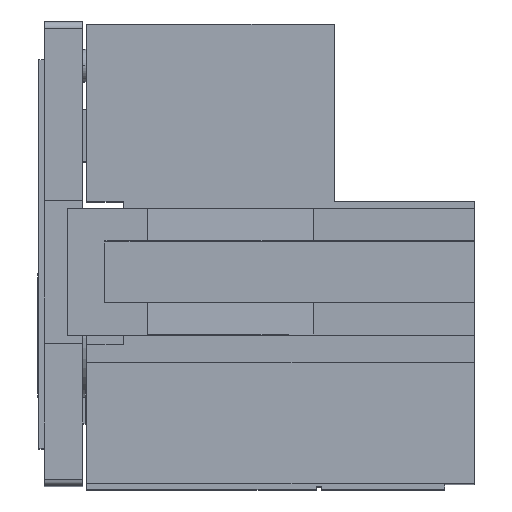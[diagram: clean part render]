
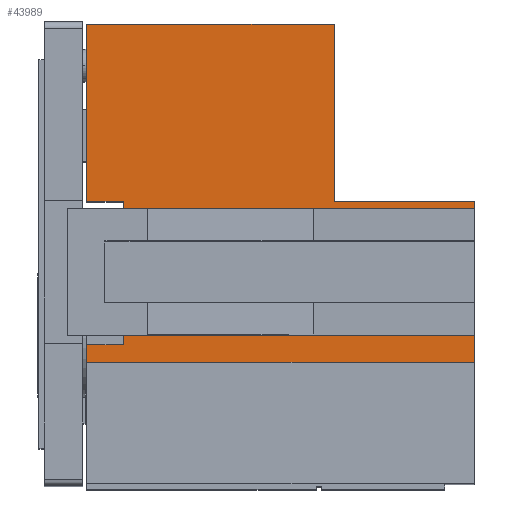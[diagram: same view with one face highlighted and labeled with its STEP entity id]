
A CAD part, top view. The second image highlights one B-rep face of the part: STEP entity #43989.
In plain terms, the highlighted planar face has unit normal (0, 0, 1).
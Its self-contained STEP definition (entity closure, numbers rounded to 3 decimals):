
#1560 = LINE ( 'NONE', #49673, #54009 ) ;
#1746 = CARTESIAN_POINT ( 'NONE',  ( 0., 21.8, 31.325 ) ) ;
#2909 = LINE ( 'NONE', #38973, #57321 ) ;
#3074 = LINE ( 'NONE', #44209, #34295 ) ;
#3249 = VECTOR ( 'NONE', #38492, 1000. ) ;
#4010 = CARTESIAN_POINT ( 'NONE',  ( 18.4, 13.05, 31.325 ) ) ;
#4070 = VECTOR ( 'NONE', #46384, 1000. ) ;
#4822 = CARTESIAN_POINT ( 'NONE',  ( 18.4, 13.4, 31.325 ) ) ;
#5333 = CARTESIAN_POINT ( 'NONE',  ( 15.07, 7.05, 31.325 ) ) ;
#5918 = EDGE_CURVE ( 'NONE', #75511, #15920, #3074, .T. ) ;
#7299 = VECTOR ( 'NONE', #46818, 1000. ) ;
#8197 = VERTEX_POINT ( 'NONE', #33694 ) ;
#8902 = DIRECTION ( 'NONE',  ( -1., 0., 0. ) ) ;
#9477 = VERTEX_POINT ( 'NONE', #40827 ) ;
#9484 = EDGE_CURVE ( 'NONE', #65217, #15920, #33859, .T. ) ;
#9617 = CARTESIAN_POINT ( 'NONE',  ( 15.07, 7.05, 31.325 ) ) ;
#10176 = LINE ( 'NONE', #33826, #3249 ) ;
#10744 = ORIENTED_EDGE ( 'NONE', *, *, #5918, .T. ) ;
#11154 = VERTEX_POINT ( 'NONE', #29023 ) ;
#12040 = EDGE_CURVE ( 'NONE', #8197, #43842, #45294, .T. ) ;
#12676 = CARTESIAN_POINT ( 'NONE',  ( 18.4, 21.8, 31.325 ) ) ;
#14442 = CARTESIAN_POINT ( 'NONE',  ( 0., 13.4, 31.325 ) ) ;
#14726 = CARTESIAN_POINT ( 'NONE',  ( 1.75, 13.4, 31.325 ) ) ;
#15378 = VECTOR ( 'NONE', #52658, 1000. ) ;
#15920 = VERTEX_POINT ( 'NONE', #4822 ) ;
#16218 = VECTOR ( 'NONE', #33256, 1000. ) ;
#16492 = EDGE_CURVE ( 'NONE', #46647, #43842, #69744, .T. ) ;
#17577 = DIRECTION ( 'NONE',  ( 1., 0., 0. ) ) ;
#17765 = VECTOR ( 'NONE', #48632, 1000. ) ;
#17922 = VECTOR ( 'NONE', #33478, 1000. ) ;
#19451 = CARTESIAN_POINT ( 'NONE',  ( 18.4, 13.05, 31.325 ) ) ;
#19897 = CARTESIAN_POINT ( 'NONE',  ( 1.75, 13.4, 31.325 ) ) ;
#20158 = PLANE ( 'NONE',  #58466 ) ;
#20187 = DIRECTION ( 'NONE',  ( 1., 0., 0. ) ) ;
#20534 = EDGE_LOOP ( 'NONE', ( #34903, #67923, #72475, #59508, #28870, #27686, #53541, #55476, #24095, #69753, #10744, #38694, #24217, #28628 ) ) ;
#20834 = VERTEX_POINT ( 'NONE', #14726 ) ;
#21729 = EDGE_CURVE ( 'NONE', #40086, #46647, #1560, .T. ) ;
#22720 = CARTESIAN_POINT ( 'NONE',  ( 11.75, 13.4, 31.325 ) ) ;
#24095 = ORIENTED_EDGE ( 'NONE', *, *, #32914, .T. ) ;
#24217 = ORIENTED_EDGE ( 'NONE', *, *, #57825, .F. ) ;
#24234 = VECTOR ( 'NONE', #43084, 1000. ) ;
#26030 = EDGE_CURVE ( 'NONE', #9477, #20834, #61312, .T. ) ;
#27304 = CARTESIAN_POINT ( 'NONE',  ( 18.4, 7.05, 31.325 ) ) ;
#27602 = EDGE_CURVE ( 'NONE', #9477, #11154, #2909, .T. ) ;
#27686 = ORIENTED_EDGE ( 'NONE', *, *, #21729, .T. ) ;
#28628 = ORIENTED_EDGE ( 'NONE', *, *, #61557, .F. ) ;
#28870 = ORIENTED_EDGE ( 'NONE', *, *, #53297, .F. ) ;
#29023 = CARTESIAN_POINT ( 'NONE',  ( 0., 6.6, 31.325 ) ) ;
#30091 = VECTOR ( 'NONE', #67721, 1000. ) ;
#30970 = CARTESIAN_POINT ( 'NONE',  ( 11.75, 21.8, 31.325 ) ) ;
#31983 = CARTESIAN_POINT ( 'NONE',  ( 0., 5.75, 31.325 ) ) ;
#32446 = CARTESIAN_POINT ( 'NONE',  ( 0., 21.8, 31.325 ) ) ;
#32914 = EDGE_CURVE ( 'NONE', #8197, #45444, #53429, .T. ) ;
#33256 = DIRECTION ( 'NONE',  ( 1., 0., 0. ) ) ;
#33478 = DIRECTION ( 'NONE',  ( 1., 0., 0. ) ) ;
#33694 = CARTESIAN_POINT ( 'NONE',  ( 15.07, 7.05, 31.325 ) ) ;
#33826 = CARTESIAN_POINT ( 'NONE',  ( 0., 21.8, 31.325 ) ) ;
#33859 = LINE ( 'NONE', #57543, #74028 ) ;
#34295 = VECTOR ( 'NONE', #43827, 1000. ) ;
#34903 = ORIENTED_EDGE ( 'NONE', *, *, #45633, .F. ) ;
#36498 = VECTOR ( 'NONE', #45622, 1000. ) ;
#38492 = DIRECTION ( 'NONE',  ( 1., 0., 0. ) ) ;
#38694 = ORIENTED_EDGE ( 'NONE', *, *, #9484, .F. ) ;
#38973 = CARTESIAN_POINT ( 'NONE',  ( 1.75, 6.6, 31.325 ) ) ;
#40086 = VERTEX_POINT ( 'NONE', #31983 ) ;
#40448 = LINE ( 'NONE', #4010, #17922 ) ;
#40827 = CARTESIAN_POINT ( 'NONE',  ( 1.75, 6.6, 31.325 ) ) ;
#43084 = DIRECTION ( 'NONE',  ( 0., 1., 0. ) ) ;
#43818 = DIRECTION ( 'NONE',  ( 0., 0., -1. ) ) ;
#43827 = DIRECTION ( 'NONE',  ( 0., 1., 0. ) ) ;
#43842 = VERTEX_POINT ( 'NONE', #27304 ) ;
#43989 = ADVANCED_FACE ( 'NONE', ( #72958 ), #20158, .F. ) ;
#44209 = CARTESIAN_POINT ( 'NONE',  ( 18.4, 13.05, 31.325 ) ) ;
#45294 = LINE ( 'NONE', #9617, #16218 ) ;
#45444 = VERTEX_POINT ( 'NONE', #70120 ) ;
#45622 = DIRECTION ( 'NONE',  ( 0., 1., 0. ) ) ;
#45633 = EDGE_CURVE ( 'NONE', #70425, #71889, #73918, .T. ) ;
#46095 = EDGE_CURVE ( 'NONE', #20834, #70425, #54851, .T. ) ;
#46384 = DIRECTION ( 'NONE',  ( 0., -1., 0. ) ) ;
#46647 = VERTEX_POINT ( 'NONE', #71840 ) ;
#46818 = DIRECTION ( 'NONE',  ( 0., 1., 0. ) ) ;
#48517 = CARTESIAN_POINT ( 'NONE',  ( 1.75, 13.4, 31.325 ) ) ;
#48632 = DIRECTION ( 'NONE',  ( -1., 0., 0. ) ) ;
#49673 = CARTESIAN_POINT ( 'NONE',  ( 0., 5.75, 31.325 ) ) ;
#50689 = LINE ( 'NONE', #22720, #4070 ) ;
#51063 = EDGE_CURVE ( 'NONE', #45444, #75511, #40448, .T. ) ;
#52394 = CARTESIAN_POINT ( 'NONE',  ( 11.75, 13.4, 31.325 ) ) ;
#52658 = DIRECTION ( 'NONE',  ( 0., 1., 0. ) ) ;
#53297 = EDGE_CURVE ( 'NONE', #40086, #11154, #55755, .T. ) ;
#53429 = LINE ( 'NONE', #5333, #15378 ) ;
#53541 = ORIENTED_EDGE ( 'NONE', *, *, #16492, .T. ) ;
#54009 = VECTOR ( 'NONE', #20187, 1000. ) ;
#54851 = LINE ( 'NONE', #19897, #17765 ) ;
#55476 = ORIENTED_EDGE ( 'NONE', *, *, #12040, .F. ) ;
#55755 = LINE ( 'NONE', #32446, #36498 ) ;
#56630 = CARTESIAN_POINT ( 'NONE',  ( 0., 21.8, 31.325 ) ) ;
#57321 = VECTOR ( 'NONE', #62285, 1000. ) ;
#57543 = CARTESIAN_POINT ( 'NONE',  ( 18.4, 13.4, 31.325 ) ) ;
#57825 = EDGE_CURVE ( 'NONE', #74497, #65217, #50689, .T. ) ;
#58466 = AXIS2_PLACEMENT_3D ( 'NONE', #56630, #43818, #8902 ) ;
#59508 = ORIENTED_EDGE ( 'NONE', *, *, #27602, .T. ) ;
#60491 = CARTESIAN_POINT ( 'NONE',  ( 0., 21.8, 31.325 ) ) ;
#61312 = LINE ( 'NONE', #48517, #24234 ) ;
#61557 = EDGE_CURVE ( 'NONE', #71889, #74497, #10176, .T. ) ;
#62285 = DIRECTION ( 'NONE',  ( -1., 0., 0. ) ) ;
#65217 = VERTEX_POINT ( 'NONE', #52394 ) ;
#67721 = DIRECTION ( 'NONE',  ( 0., 1., 0. ) ) ;
#67923 = ORIENTED_EDGE ( 'NONE', *, *, #46095, .F. ) ;
#69744 = LINE ( 'NONE', #12676, #7299 ) ;
#69753 = ORIENTED_EDGE ( 'NONE', *, *, #51063, .T. ) ;
#70120 = CARTESIAN_POINT ( 'NONE',  ( 15.07, 13.05, 31.325 ) ) ;
#70425 = VERTEX_POINT ( 'NONE', #14442 ) ;
#71840 = CARTESIAN_POINT ( 'NONE',  ( 18.4, 5.75, 31.325 ) ) ;
#71889 = VERTEX_POINT ( 'NONE', #60491 ) ;
#72475 = ORIENTED_EDGE ( 'NONE', *, *, #26030, .F. ) ;
#72958 = FACE_OUTER_BOUND ( 'NONE', #20534, .T. ) ;
#73918 = LINE ( 'NONE', #1746, #30091 ) ;
#74028 = VECTOR ( 'NONE', #17577, 1000. ) ;
#74497 = VERTEX_POINT ( 'NONE', #30970 ) ;
#75511 = VERTEX_POINT ( 'NONE', #19451 ) ;
